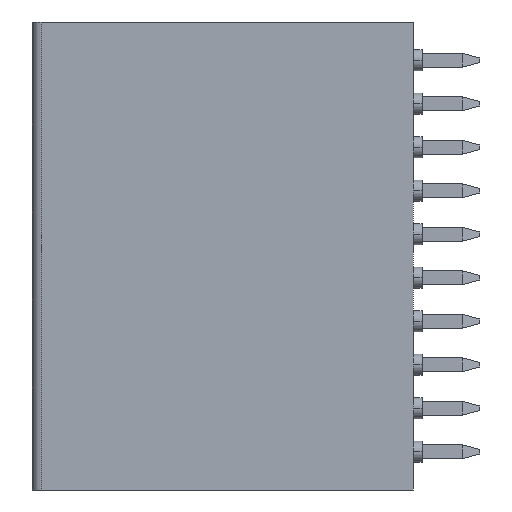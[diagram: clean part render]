
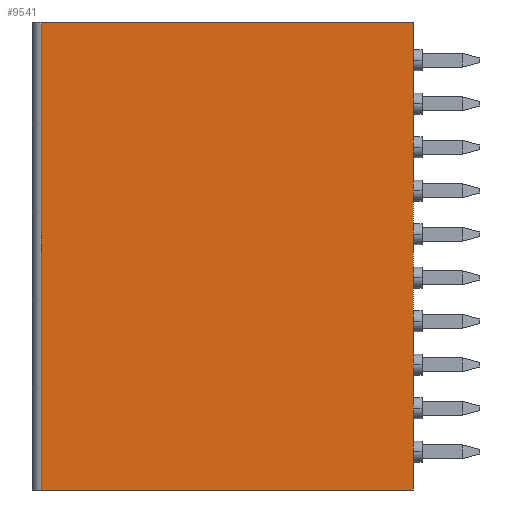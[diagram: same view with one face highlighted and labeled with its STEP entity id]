
A CAD part, left-side view. The second image highlights one B-rep face of the part: STEP entity #9541.
In plain terms, the highlighted planar face has unit normal (-1, 0, 0).
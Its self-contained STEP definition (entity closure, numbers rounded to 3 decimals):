
#724 = VERTEX_POINT('',#725);
#725 = CARTESIAN_POINT('',(0.,21.4,0.));
#732 = EDGE_CURVE('',#724,#733,#735,.T.);
#733 = VERTEX_POINT('',#734);
#734 = CARTESIAN_POINT('',(0.,0.,0.));
#735 = LINE('',#736,#737);
#736 = CARTESIAN_POINT('',(0.,-18.588,0.));
#737 = VECTOR('',#738,1.);
#738 = DIRECTION('',(0.,-1.,0.));
#935 = VERTEX_POINT('',#936);
#936 = CARTESIAN_POINT('',(0.,21.4,-26.9));
#943 = EDGE_CURVE('',#935,#724,#944,.T.);
#944 = LINE('',#945,#946);
#945 = CARTESIAN_POINT('',(0.,21.4,-0.05));
#946 = VECTOR('',#947,1.);
#947 = DIRECTION('',(0.,0.,1.));
#9541 = ADVANCED_FACE('',(#9542),#9560,.T.);
#9542 = FACE_BOUND('',#9543,.T.);
#9543 = EDGE_LOOP('',(#9544,#9545,#9553,#9559));
#9544 = ORIENTED_EDGE('',*,*,#943,.F.);
#9545 = ORIENTED_EDGE('',*,*,#9546,.F.);
#9546 = EDGE_CURVE('',#9547,#935,#9549,.T.);
#9547 = VERTEX_POINT('',#9548);
#9548 = CARTESIAN_POINT('',(0.,0.,-26.9));
#9549 = LINE('',#9550,#9551);
#9550 = CARTESIAN_POINT('',(0.,-18.588,-26.9));
#9551 = VECTOR('',#9552,1.);
#9552 = DIRECTION('',(0.,1.,0.));
#9553 = ORIENTED_EDGE('',*,*,#9554,.T.);
#9554 = EDGE_CURVE('',#9547,#733,#9555,.T.);
#9555 = LINE('',#9556,#9557);
#9556 = CARTESIAN_POINT('',(0.,0.,-20.85));
#9557 = VECTOR('',#9558,1.);
#9558 = DIRECTION('',(0.,0.,1.));
#9559 = ORIENTED_EDGE('',*,*,#732,.F.);
#9560 = PLANE('',#9561);
#9561 = AXIS2_PLACEMENT_3D('',#9562,#9563,#9564);
#9562 = CARTESIAN_POINT('',(0.,6.051,
    -7.386));
#9563 = DIRECTION('',(-1.,0.,0.));
#9564 = DIRECTION('',(0.,-1.,0.));
